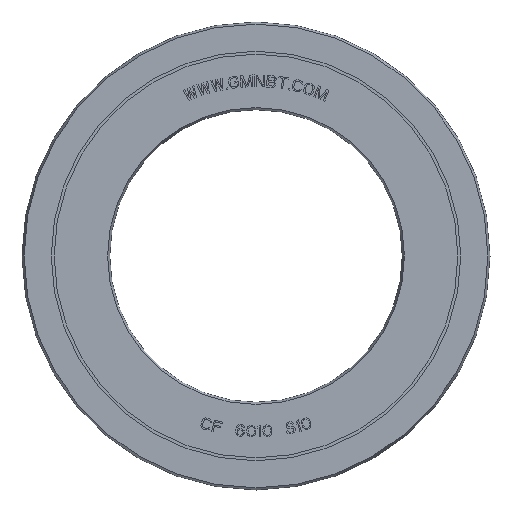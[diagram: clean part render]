
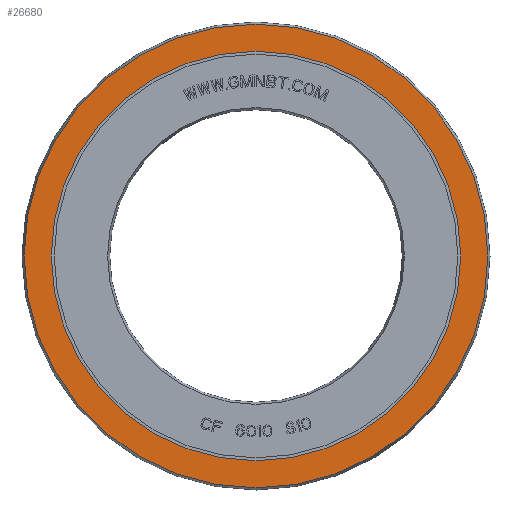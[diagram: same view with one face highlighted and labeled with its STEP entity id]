
A CAD part, front view. The second image highlights one B-rep face of the part: STEP entity #26680.
In plain terms, the highlighted planar face has unit normal (0, -1, 0).
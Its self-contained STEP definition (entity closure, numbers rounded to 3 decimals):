
#26199=CARTESIAN_POINT('',(0.,-3.,0.));
#26200=DIRECTION('',(0.,1.,0.));
#26201=DIRECTION('',(0.,0.,-1.));
#26202=AXIS2_PLACEMENT_3D('',#26199,#26200,#26201);
#26207=CARTESIAN_POINT('',(0.,-3.,0.));
#26208=DIRECTION('',(0.,-1.,0.));
#26209=DIRECTION('',(0.,0.,-1.));
#26210=AXIS2_PLACEMENT_3D('',#26207,#26208,#26209);
#26215=CARTESIAN_POINT('',(0.,-3.,0.));
#26216=DIRECTION('',(0.,-1.,0.));
#26217=DIRECTION('',(0.,0.,-1.));
#26218=AXIS2_PLACEMENT_3D('',#26215,#26216,#26217);
#26237=CARTESIAN_POINT('',(0.,-3.,0.));
#26238=DIRECTION('',(0.,1.,0.));
#26239=DIRECTION('',(0.,0.,-1.));
#26240=AXIS2_PLACEMENT_3D('',#26237,#26238,#26239);
#26276=CARTESIAN_POINT('',(0.,-3.,-35.));
#26278=VERTEX_POINT('',#26276);
#26279=CARTESIAN_POINT('',(0.,-3.,-39.636));
#26281=VERTEX_POINT('',#26279);
#26292=CARTESIAN_POINT('',(0.,-3.,35.));
#26294=VERTEX_POINT('',#26292);
#26295=CARTESIAN_POINT('',(0.,-3.,39.636));
#26297=VERTEX_POINT('',#26295);
#26665=CARTESIAN_POINT('',(0.,-3.,0.));
#26666=DIRECTION('',(0.,-1.,0.));
#26667=DIRECTION('',(0.,0.,1.));
#26668=AXIS2_PLACEMENT_3D('',#26665,#26666,#26667);
#26669=PLANE('',#26668);
#26671=ORIENTED_EDGE('',*,*,#26670,.F.);
#26673=ORIENTED_EDGE('',*,*,#26672,.T.);
#26674=EDGE_LOOP('',(#26671,#26673));
#26675=FACE_OUTER_BOUND('',#26674,.F.);
#26676=ORIENTED_EDGE('',*,*,#26658,.F.);
#26677=ORIENTED_EDGE('',*,*,#26647,.T.);
#26678=EDGE_LOOP('',(#26676,#26677));
#26679=FACE_BOUND('',#26678,.F.);
#26203=CIRCLE('',#26202,35.);
#26211=CIRCLE('',#26210,35.);
#26219=CIRCLE('',#26218,39.636);
#26241=CIRCLE('',#26240,39.636);
#26647=EDGE_CURVE('',#26278,#26294,#26211,.T.);
#26658=EDGE_CURVE('',#26278,#26294,#26203,.T.);
#26670=EDGE_CURVE('',#26281,#26297,#26219,.T.);
#26672=EDGE_CURVE('',#26281,#26297,#26241,.T.);
#26680=ADVANCED_FACE('',(#26675,#26679),#26669,.T.);
